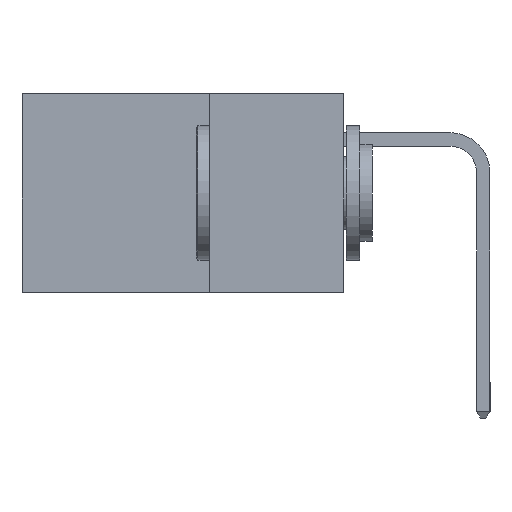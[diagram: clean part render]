
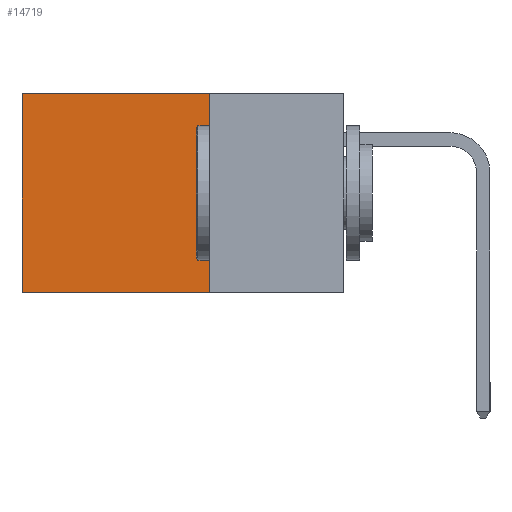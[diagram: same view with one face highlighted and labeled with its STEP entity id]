
A CAD part, left-side view. The second image highlights one B-rep face of the part: STEP entity #14719.
In plain terms, the highlighted planar face has unit normal (-1, 0, 0).
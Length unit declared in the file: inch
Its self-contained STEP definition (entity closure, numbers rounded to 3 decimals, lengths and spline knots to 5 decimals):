
#407 = ORIENTED_EDGE ( 'NONE', *, *, #4867, .F. ) ;
#953 = AXIS2_PLACEMENT_3D ( 'NONE', #9083, #1830, #10209 ) ;
#1402 = LINE ( 'NONE', #3351, #1820 ) ;
#1820 = VECTOR ( 'NONE', #7679, 39.37008 ) ;
#1830 = DIRECTION ( 'NONE',  ( 1., 0., 0. ) ) ;
#2101 = LINE ( 'NONE', #8169, #8595 ) ;
#2152 = EDGE_CURVE ( 'NONE', #5712, #10794, #1402, .T. ) ;
#2581 = VECTOR ( 'NONE', #10525, 39.37008 ) ;
#2997 = LINE ( 'NONE', #10560, #2581 ) ;
#3351 = CARTESIAN_POINT ( 'NONE',  ( 0.298, 0.25, 0. ) ) ;
#4867 = EDGE_CURVE ( 'NONE', #10794, #15388, #2101, .T. ) ;
#5712 = VERTEX_POINT ( 'NONE', #11877 ) ;
#5730 = VERTEX_POINT ( 'NONE', #9873 ) ;
#5851 = EDGE_CURVE ( 'NONE', #5712, #5730, #6154, .T. ) ;
#6118 = CARTESIAN_POINT ( 'NONE',  ( 0.298, 0.25, -0.37 ) ) ;
#6154 = LINE ( 'NONE', #7469, #11574 ) ;
#6246 = FACE_OUTER_BOUND ( 'NONE', #14705, .T. ) ;
#7258 = DIRECTION ( 'NONE',  ( 0., 1., 0. ) ) ;
#7410 = ORIENTED_EDGE ( 'NONE', *, *, #8796, .T. ) ;
#7469 = CARTESIAN_POINT ( 'NONE',  ( 0.298, 0.25, 0. ) ) ;
#7679 = DIRECTION ( 'NONE',  ( 0., 0., -1. ) ) ;
#7882 = PLANE ( 'NONE',  #953 ) ;
#8169 = CARTESIAN_POINT ( 'NONE',  ( 0.298, 0.25, -0.37 ) ) ;
#8350 = DIRECTION ( 'NONE',  ( 0., 1., 0. ) ) ;
#8595 = VECTOR ( 'NONE', #8350, 39.37008 ) ;
#8796 = EDGE_CURVE ( 'NONE', #5730, #15388, #2997, .T. ) ;
#9083 = CARTESIAN_POINT ( 'NONE',  ( 0.298, 0.25, 0. ) ) ;
#9873 = CARTESIAN_POINT ( 'NONE',  ( 0.298, 0.6, 0. ) ) ;
#10209 = DIRECTION ( 'NONE',  ( 0., 0., -1. ) ) ;
#10525 = DIRECTION ( 'NONE',  ( 0., 0., -1. ) ) ;
#10560 = CARTESIAN_POINT ( 'NONE',  ( 0.298, 0.6, 0. ) ) ;
#10794 = VERTEX_POINT ( 'NONE', #6118 ) ;
#11391 = ORIENTED_EDGE ( 'NONE', *, *, #5851, .T. ) ;
#11574 = VECTOR ( 'NONE', #7258, 39.37008 ) ;
#11877 = CARTESIAN_POINT ( 'NONE',  ( 0.298, 0.25, 0. ) ) ;
#12820 = ORIENTED_EDGE ( 'NONE', *, *, #2152, .F. ) ;
#13167 = CARTESIAN_POINT ( 'NONE',  ( 0.298, 0.6, -0.37 ) ) ;
#14705 = EDGE_LOOP ( 'NONE', ( #7410, #407, #12820, #11391 ) ) ;
#14719 = ADVANCED_FACE ( 'NONE', ( #6246 ), #7882, .F. ) ;
#15388 = VERTEX_POINT ( 'NONE', #13167 ) ;
